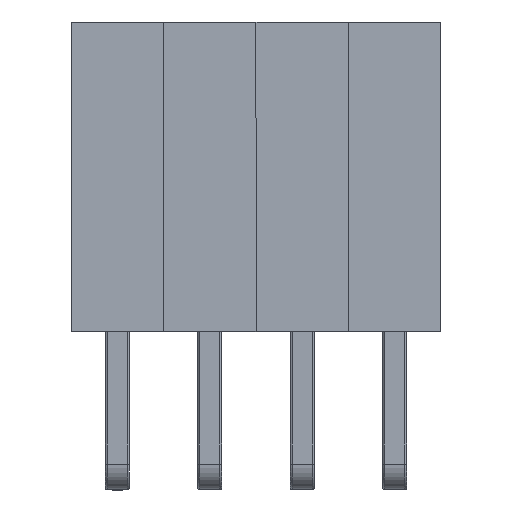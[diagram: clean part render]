
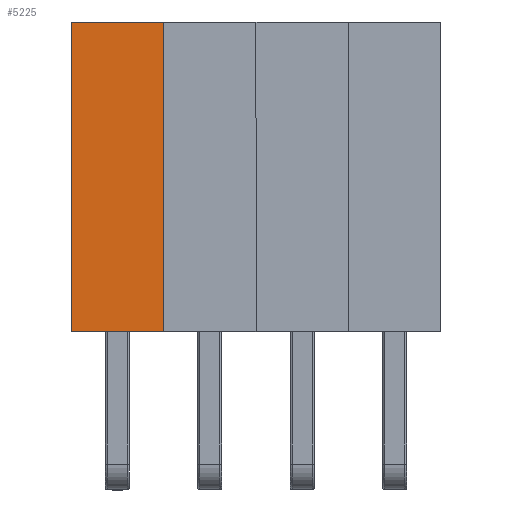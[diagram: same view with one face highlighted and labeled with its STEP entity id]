
A CAD part, top view. The second image highlights one B-rep face of the part: STEP entity #5225.
In plain terms, the highlighted planar face has unit normal (0, 0, 1).
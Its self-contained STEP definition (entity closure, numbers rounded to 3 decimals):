
#200=PLANE('',#5781);
#441=FACE_OUTER_BOUND('',#767,.T.);
#767=EDGE_LOOP('',(#3861,#3862,#3863,#3864));
#975=LINE('',#7945,#1359);
#979=LINE('',#7952,#1363);
#1110=LINE('',#8592,#1494);
#1126=LINE('',#8670,#1510);
#1359=VECTOR('',#6242,10.);
#1363=VECTOR('',#6248,10.);
#1494=VECTOR('',#6843,10.);
#1510=VECTOR('',#6957,10.);
#2041=VERTEX_POINT('',#7942);
#2042=VERTEX_POINT('',#7944);
#2044=VERTEX_POINT('',#7950);
#2193=VERTEX_POINT('',#8591);
#2477=EDGE_CURVE('',#2042,#2041,#975,.T.);
#2481=EDGE_CURVE('',#2041,#2044,#979,.T.);
#2740=EDGE_CURVE('',#2193,#2044,#1110,.T.);
#2778=EDGE_CURVE('',#2042,#2193,#1126,.T.);
#3861=ORIENTED_EDGE('',*,*,#2477,.T.);
#3862=ORIENTED_EDGE('',*,*,#2481,.T.);
#3863=ORIENTED_EDGE('',*,*,#2740,.F.);
#3864=ORIENTED_EDGE('',*,*,#2778,.F.);
#5225=ADVANCED_FACE('',(#441),#200,.T.);
#5781=AXIS2_PLACEMENT_3D('',#8669,#6955,#6956);
#6242=DIRECTION('',(1.,0.,0.));
#6248=DIRECTION('',(0.,1.,0.));
#6843=DIRECTION('',(1.,0.,0.));
#6955=DIRECTION('center_axis',(0.,0.,1.));
#6956=DIRECTION('ref_axis',(1.,0.,0.));
#6957=DIRECTION('',(0.,1.,0.));
#7942=CARTESIAN_POINT('',(1.27,4.14,2.54));
#7944=CARTESIAN_POINT('',(-1.27,4.14,2.54));
#7945=CARTESIAN_POINT('',(-1.27,4.14,2.54));
#7950=CARTESIAN_POINT('',(1.27,12.64,2.54));
#7952=CARTESIAN_POINT('',(1.27,4.14,2.54));
#8591=CARTESIAN_POINT('',(-1.27,12.64,2.54));
#8592=CARTESIAN_POINT('',(-1.27,12.64,2.54));
#8669=CARTESIAN_POINT('Origin',(-1.27,4.14,2.54));
#8670=CARTESIAN_POINT('',(-1.27,4.14,2.54));
